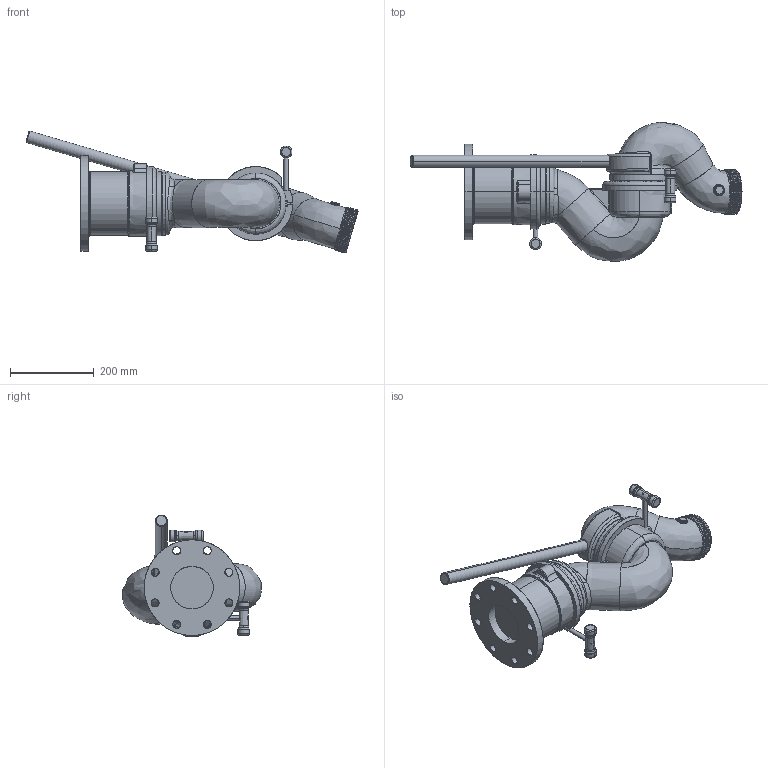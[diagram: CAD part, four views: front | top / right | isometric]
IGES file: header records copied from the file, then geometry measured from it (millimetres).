
Start section: SolidWorks IGES file using analytic representation for surfaces
Global section: file name: 8294-131_ScorpionDD.IGS; native system: SolidWorks 2010; preprocessor: SolidWorks 2010; author: Rick; date: 100727.081854; units: inch
Bounding box: 793.27 x 332.41 x 291.36 mm (x, y, z)
Surface area: 703053.9 mm2 (no closed solid volume)
Topology: 0 solids, 0 shells, 376 faces, 10533 edges, 10524 vertices
Faces by surface type: bspline 213, revolution 163
